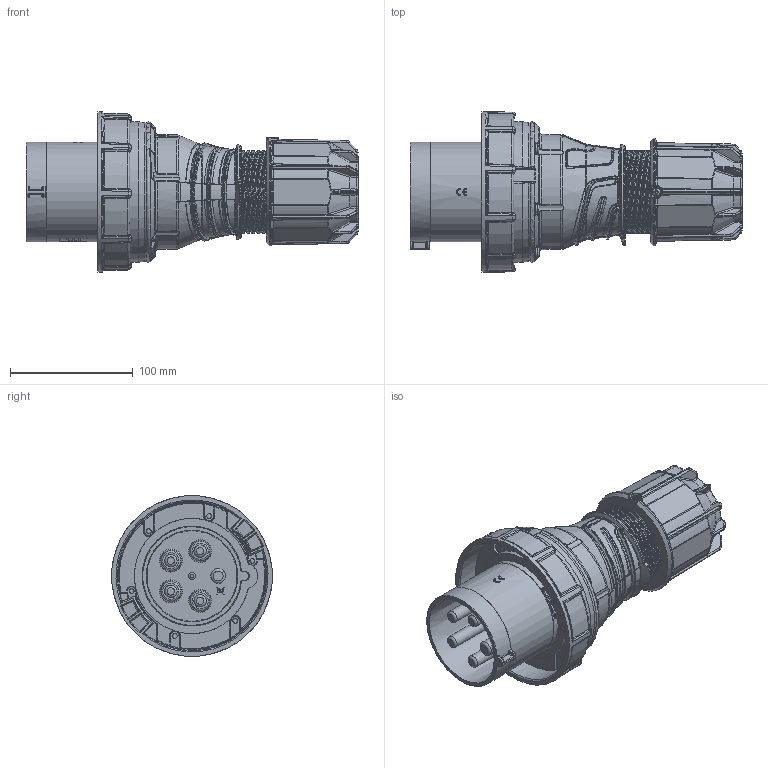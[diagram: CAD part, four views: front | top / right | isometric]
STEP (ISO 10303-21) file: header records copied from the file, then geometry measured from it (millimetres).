
FILE_DESCRIPTION (( 'STEP AP203' ), '1' );
FILE_NAME ('045_facelift.STEP', '2021-12-16T06:54:36', ( '' ), ( '' ), 'SwSTEP 2.0', 'SolidWorks 2021', '' );
FILE_SCHEMA (( 'CONFIG_CONTROL_DESIGN' ));
Products named in the file (1): 045_facelift
Bounding box: 270 x 130.68 x 130.67 mm (x, y, z)
Volume: 1237407.7 mm3; surface area: 153449.5 mm2
Topology: 1 solids, 1 shells, 2928 faces, 7118 edges, 4150 vertices
Faces by surface type: bspline 1535, plane 483, cylinder 311, torus 290, cone 242, sphere 67
Full cylindrical faces by diameter (mm): 6 x1, 7.4 x6, 7.5 x1, 10 x4, 12 x1, 67.37 x1, 80.7 x1, 81.1 x1
Entity records: 141651 total; most frequent: CARTESIAN_POINT 86541, ORIENTED_EDGE 13808, DIRECTION 8397, EDGE_CURVE 6904, VERTEX_POINT 4094, AXIS2_PLACEMENT_3D 3688, B_SPLINE_CURVE_WITH_KNOTS 3358, EDGE_LOOP 3038
